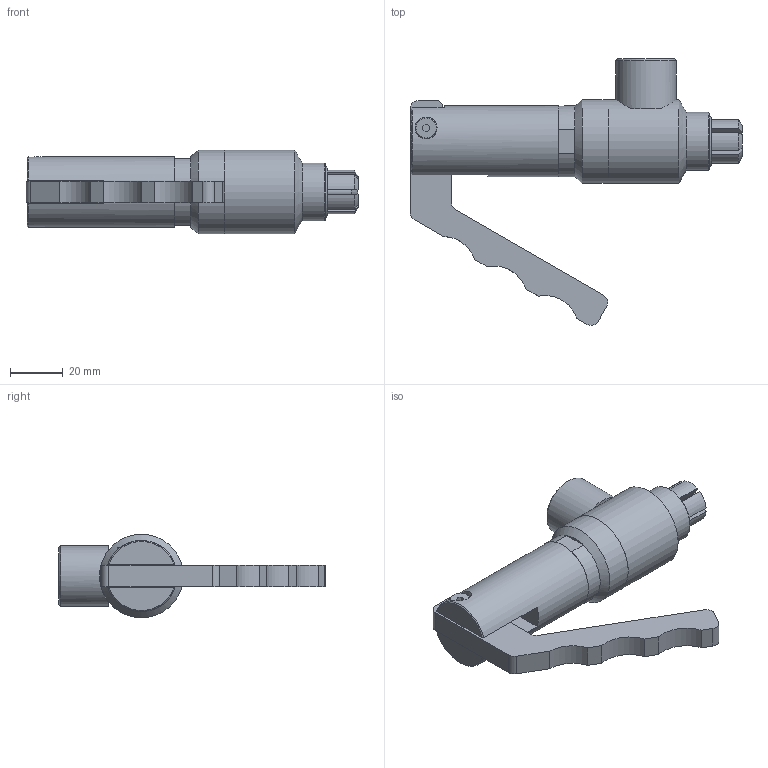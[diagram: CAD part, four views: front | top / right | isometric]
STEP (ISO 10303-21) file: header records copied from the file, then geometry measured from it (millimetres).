
FILE_DESCRIPTION(/* description */ (''),/* implementation_level */ '2;1');
FILE_NAME(/* name */ 'FNL-066065.stp',/* time_stamp */ '2016-09-15T15:34:55-05:00',/* author */ ('scottg'),/* organization */ ('FasTest,Inc.'),/* preprocessor_version */ 'ST-DEVELOPER v16.1',/* originating_system */ 'Autodesk Inventor 2016',/* authorisation */ '');
FILE_SCHEMA (('AUTOMOTIVE_DESIGN { 1 0 10303 214 3 1 1 }'));
Length unit declared in the file: inch
Products named in the file (1): FNL-066065
Bounding box: 125.88 x 101.09 x 31.75 mm (x, y, z)
Volume: 79154.9 mm3; surface area: 23059.1 mm2
Topology: 3 solids, 3 shells, 142 faces, 358 edges, 232 vertices
Faces by surface type: plane 85, cylinder 32, cone 23, torus 2
Full cylindrical faces by diameter (mm): 4.826 x2, 4.978 x1, 6.545 x1, 6.96 x1, 8.157 x1, 8.331 x1, 14.961 x2, 21.971 x1, 22.86 x1, 25.044 x1, 26.924 x1, 27.483 x1, 31.75 x2
Entity records: 4118 total; most frequent: CARTESIAN_POINT 849, DIRECTION 684, ORIENTED_EDGE 640, EDGE_CURVE 320, AXIS2_PLACEMENT_3D 257, VERTEX_POINT 222, EDGE_LOOP 184, LINE 170
